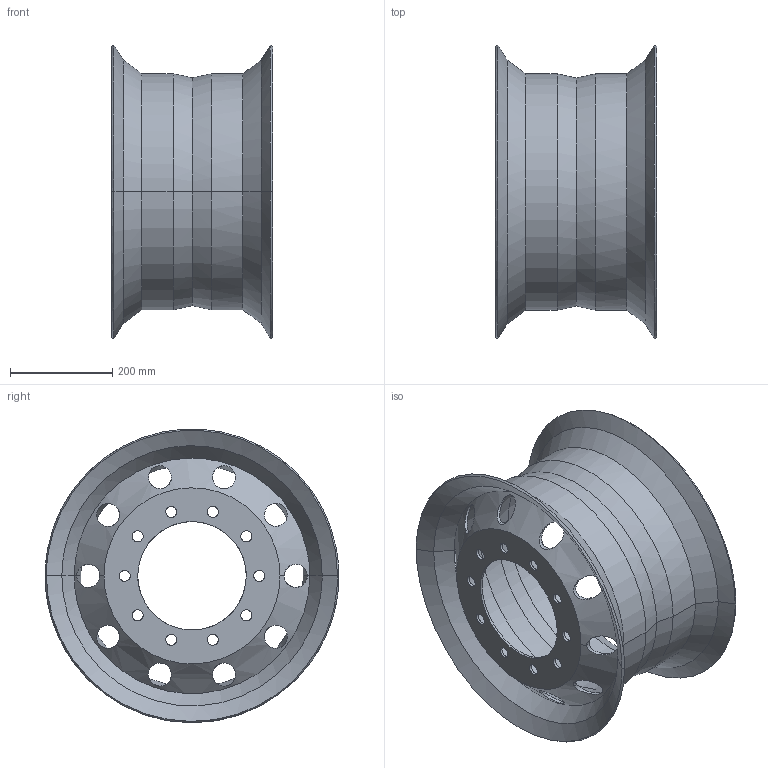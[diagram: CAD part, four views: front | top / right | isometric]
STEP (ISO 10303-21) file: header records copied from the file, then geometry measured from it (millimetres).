
FILE_DESCRIPTION (( 'STEP AP203' ), '1' );
FILE_NAME ('M5 - Jant.IGS_Default_sldprt.STEP', '2023-01-17T08:10:17', ( '' ), ( '' ), 'SwSTEP 2.0', 'SolidWorks 2019', '' );
FILE_SCHEMA (( 'CONFIG_CONTROL_DESIGN' ));
Length unit declared in the file: millimetre
Products named in the file (1): M5 - Jant.IGS_Default_sldprt
Bounding box: 315.94 x 575.22 x 574.57 mm (x, y, z)
Volume: 3391693.1 mm3; surface area: 1381129.2 mm2
Topology: 1 solids, 1 shells, 84 faces, 216 edges, 130 vertices
Faces by surface type: bspline 84
Entity records: 13382 total; most frequent: CARTESIAN_POINT 12016, ORIENTED_EDGE 432, EDGE_CURVE 216, B_SPLINE_CURVE_WITH_KNOTS 174, VERTEX_POINT 130, EDGE_LOOP 122, ADVANCED_FACE 84, FACE_OUTER_BOUND 84
